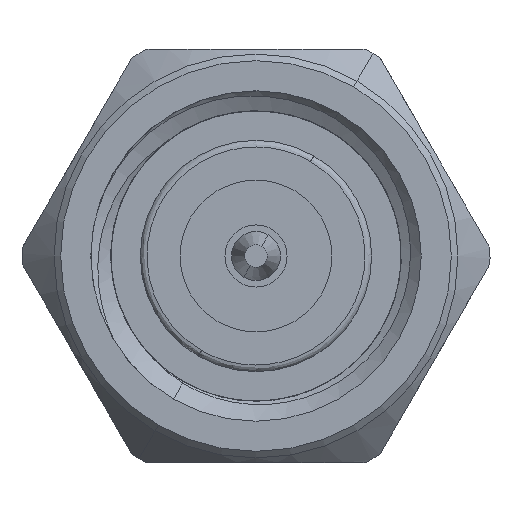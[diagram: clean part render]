
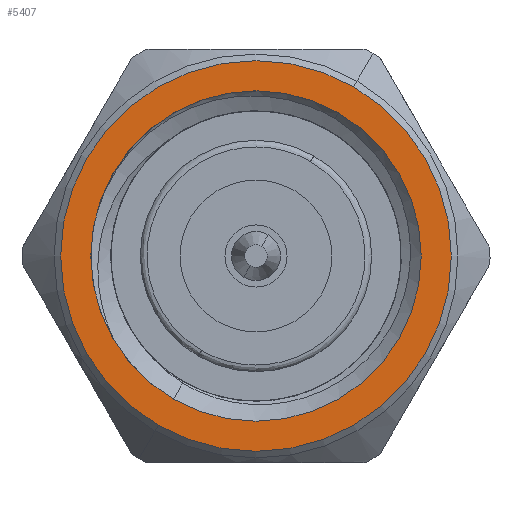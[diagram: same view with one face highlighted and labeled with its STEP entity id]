
A CAD part, left-side view. The second image highlights one B-rep face of the part: STEP entity #5407.
In plain terms, the highlighted planar face has unit normal (-1, 0, 0).
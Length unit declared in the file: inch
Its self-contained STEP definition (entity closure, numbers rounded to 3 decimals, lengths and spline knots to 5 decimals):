
#29 = AXIS2_PLACEMENT_3D ( 'NONE', #6356, #2149, #1258 ) ;
#70 = CARTESIAN_POINT ( 'NONE',  ( 0., -0.0739, 0.12799 ) ) ;
#203 = CIRCLE ( 'NONE', #5616, 0.14779 ) ;
#426 = EDGE_CURVE ( 'NONE', #3199, #2203, #203, .T. ) ;
#743 = AXIS2_PLACEMENT_3D ( 'NONE', #4022, #4426, #5510 ) ;
#908 = DIRECTION ( 'NONE',  ( 0., 0.5, -0.866 ) ) ;
#1032 = VERTEX_POINT ( 'NONE', #6385 ) ;
#1039 = CARTESIAN_POINT ( 'NONE',  ( 0., -0.0625, 0.10825 ) ) ;
#1243 = PLANE ( 'NONE',  #4349 ) ;
#1258 = DIRECTION ( 'NONE',  ( 0., -0.5, 0.866 ) ) ;
#1391 = AXIS2_PLACEMENT_3D ( 'NONE', #4139, #6682, #4686 ) ;
#1504 = ORIENTED_EDGE ( 'NONE', *, *, #2417, .F. ) ;
#1544 = EDGE_CURVE ( 'NONE', #2215, #1032, #3667, .T. ) ;
#1995 = DIRECTION ( 'NONE',  ( 1., 0., 0. ) ) ;
#2149 = DIRECTION ( 'NONE',  ( 1., 0., 0. ) ) ;
#2203 = VERTEX_POINT ( 'NONE', #70 ) ;
#2215 = VERTEX_POINT ( 'NONE', #1039 ) ;
#2337 = FACE_BOUND ( 'NONE', #5796, .T. ) ;
#2417 = EDGE_CURVE ( 'NONE', #2203, #3199, #2703, .T. ) ;
#2703 = CIRCLE ( 'NONE', #743, 0.14779 ) ;
#2842 = DIRECTION ( 'NONE',  ( 0., 1., 0. ) ) ;
#2875 = CARTESIAN_POINT ( 'NONE',  ( 0., 0., 0. ) ) ;
#3049 = CIRCLE ( 'NONE', #29, 0.125 ) ;
#3199 = VERTEX_POINT ( 'NONE', #4842 ) ;
#3219 = EDGE_LOOP ( 'NONE', ( #3431, #1504 ) ) ;
#3431 = ORIENTED_EDGE ( 'NONE', *, *, #426, .F. ) ;
#3667 = CIRCLE ( 'NONE', #1391, 0.125 ) ;
#3966 = CARTESIAN_POINT ( 'NONE',  ( 0., 0., 0. ) ) ;
#3974 = FACE_OUTER_BOUND ( 'NONE', #3219, .T. ) ;
#4022 = CARTESIAN_POINT ( 'NONE',  ( 0., 0., 0. ) ) ;
#4139 = CARTESIAN_POINT ( 'NONE',  ( 0., 0., 0. ) ) ;
#4349 = AXIS2_PLACEMENT_3D ( 'NONE', #2875, #5970, #2842 ) ;
#4426 = DIRECTION ( 'NONE',  ( 1., 0., 0. ) ) ;
#4686 = DIRECTION ( 'NONE',  ( 0., -0.5, 0.866 ) ) ;
#4842 = CARTESIAN_POINT ( 'NONE',  ( 0., 0.0739, -0.12799 ) ) ;
#4881 = EDGE_CURVE ( 'NONE', #1032, #2215, #3049, .T. ) ;
#5407 = ADVANCED_FACE ( 'NONE', ( #2337, #3974 ), #1243, .F. ) ;
#5444 = ORIENTED_EDGE ( 'NONE', *, *, #4881, .T. ) ;
#5510 = DIRECTION ( 'NONE',  ( 0., 0.5, -0.866 ) ) ;
#5616 = AXIS2_PLACEMENT_3D ( 'NONE', #3966, #1995, #908 ) ;
#5796 = EDGE_LOOP ( 'NONE', ( #6153, #5444 ) ) ;
#5970 = DIRECTION ( 'NONE',  ( 1., 0., 0. ) ) ;
#6153 = ORIENTED_EDGE ( 'NONE', *, *, #1544, .T. ) ;
#6356 = CARTESIAN_POINT ( 'NONE',  ( 0., 0., 0. ) ) ;
#6385 = CARTESIAN_POINT ( 'NONE',  ( 0., 0.0625, -0.10825 ) ) ;
#6682 = DIRECTION ( 'NONE',  ( 1., 0., 0. ) ) ;
